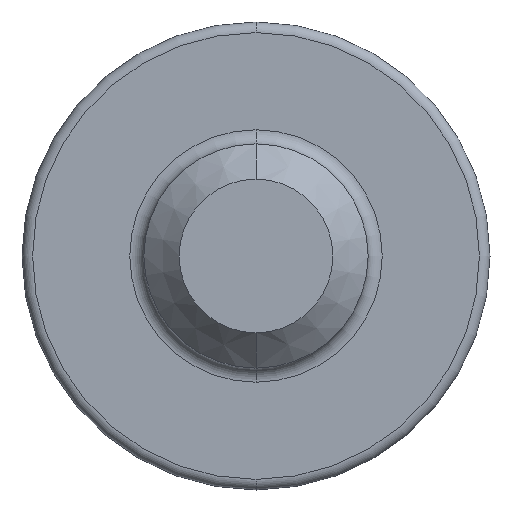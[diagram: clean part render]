
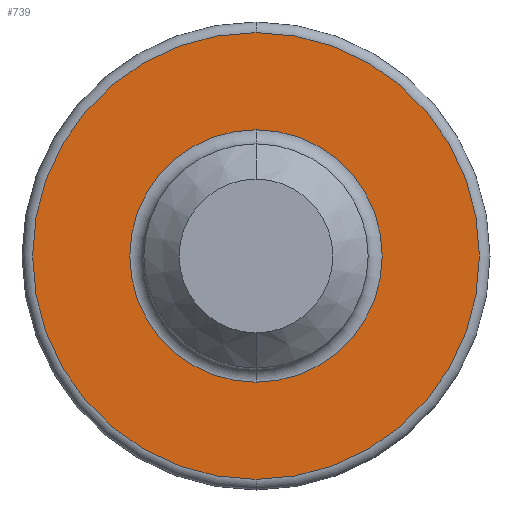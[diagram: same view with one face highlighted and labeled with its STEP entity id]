
A CAD part, front view. The second image highlights one B-rep face of the part: STEP entity #739.
In plain terms, the highlighted planar face has unit normal (0, -1, 0).
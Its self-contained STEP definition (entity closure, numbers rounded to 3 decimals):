
#6 = CARTESIAN_POINT ( 'NONE',  ( 0., -3.15, 6.325 ) ) ;
#10 = CARTESIAN_POINT ( 'NONE',  ( 0., -3.15, 0. ) ) ;
#20 = DIRECTION ( 'NONE',  ( 0., 1., 0. ) ) ;
#56 = EDGE_CURVE ( 'NONE', #357, #439, #744, .T. ) ;
#96 = EDGE_LOOP ( 'NONE', ( #541, #791 ) ) ;
#121 = FACE_OUTER_BOUND ( 'NONE', #202, .T. ) ;
#126 = DIRECTION ( 'NONE',  ( 0., 0., -1. ) ) ;
#133 = DIRECTION ( 'NONE',  ( 1., 0., 0. ) ) ;
#154 = DIRECTION ( 'NONE',  ( 0., 0., 1. ) ) ;
#167 = AXIS2_PLACEMENT_3D ( 'NONE', #738, #252, #133 ) ;
#180 = EDGE_CURVE ( 'NONE', #578, #590, #375, .T. ) ;
#189 = DIRECTION ( 'NONE',  ( 0., 0., 1. ) ) ;
#202 = EDGE_LOOP ( 'NONE', ( #774, #401 ) ) ;
#252 = DIRECTION ( 'NONE',  ( 0., 1., 0. ) ) ;
#313 = AXIS2_PLACEMENT_3D ( 'NONE', #561, #550, #189 ) ;
#357 = VERTEX_POINT ( 'NONE', #6 ) ;
#359 = AXIS2_PLACEMENT_3D ( 'NONE', #384, #565, #126 ) ;
#360 = AXIS2_PLACEMENT_3D ( 'NONE', #395, #20, #154 ) ;
#375 = CIRCLE ( 'NONE', #360, 3.575 ) ;
#384 = CARTESIAN_POINT ( 'NONE',  ( 0., -3.15, 0. ) ) ;
#395 = CARTESIAN_POINT ( 'NONE',  ( 0., -3.15, 0. ) ) ;
#401 = ORIENTED_EDGE ( 'NONE', *, *, #56, .T. ) ;
#439 = VERTEX_POINT ( 'NONE', #746 ) ;
#496 = CIRCLE ( 'NONE', #359, 6.325 ) ;
#541 = ORIENTED_EDGE ( 'NONE', *, *, #180, .T. ) ;
#545 = CIRCLE ( 'NONE', #313, 3.575 ) ;
#550 = DIRECTION ( 'NONE',  ( 0., 1., 0. ) ) ;
#561 = CARTESIAN_POINT ( 'NONE',  ( 0., -3.15, 0. ) ) ;
#565 = DIRECTION ( 'NONE',  ( 0., -1., 0. ) ) ;
#578 = VERTEX_POINT ( 'NONE', #754 ) ;
#584 = AXIS2_PLACEMENT_3D ( 'NONE', #10, #615, #742 ) ;
#590 = VERTEX_POINT ( 'NONE', #691 ) ;
#607 = EDGE_CURVE ( 'NONE', #590, #578, #545, .T. ) ;
#612 = PLANE ( 'NONE',  #167 ) ;
#615 = DIRECTION ( 'NONE',  ( 0., -1., 0. ) ) ;
#683 = FACE_BOUND ( 'NONE', #96, .T. ) ;
#691 = CARTESIAN_POINT ( 'NONE',  ( 0., -3.15, -3.575 ) ) ;
#722 = EDGE_CURVE ( 'NONE', #439, #357, #496, .T. ) ;
#738 = CARTESIAN_POINT ( 'NONE',  ( -5.45, -3.15, 0. ) ) ;
#739 = ADVANCED_FACE ( 'NONE', ( #683, #121 ), #612, .F. ) ;
#742 = DIRECTION ( 'NONE',  ( 0., 0., -1. ) ) ;
#744 = CIRCLE ( 'NONE', #584, 6.325 ) ;
#746 = CARTESIAN_POINT ( 'NONE',  ( 0., -3.15, -6.325 ) ) ;
#754 = CARTESIAN_POINT ( 'NONE',  ( 0., -3.15, 3.575 ) ) ;
#774 = ORIENTED_EDGE ( 'NONE', *, *, #722, .T. ) ;
#791 = ORIENTED_EDGE ( 'NONE', *, *, #607, .T. ) ;
